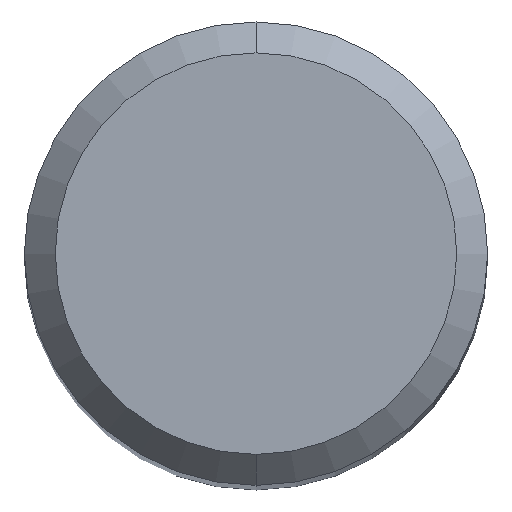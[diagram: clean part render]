
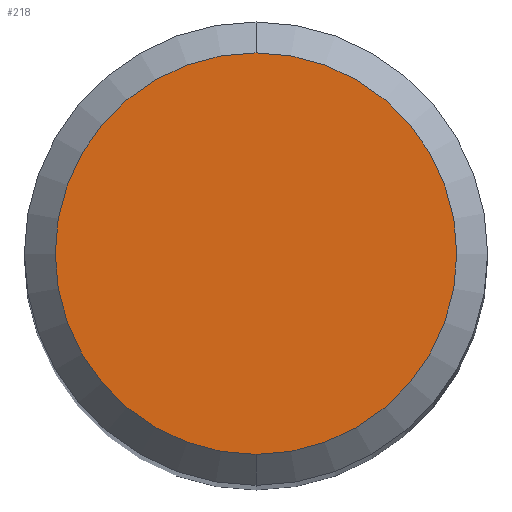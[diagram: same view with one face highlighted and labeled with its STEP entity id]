
A CAD part, top view. The second image highlights one B-rep face of the part: STEP entity #218.
In plain terms, the highlighted planar face has unit normal (0, 0, 1).
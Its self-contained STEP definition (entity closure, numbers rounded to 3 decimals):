
#186=EDGE_CURVE('',#246,#192,#361,.T.);
#192=VERTEX_POINT('',#369);
#218=ADVANCED_FACE('',(#399),#400,.T.);
#242=EDGE_CURVE('',#192,#246,#425,.T.);
#246=VERTEX_POINT('',#429);
#361=CIRCLE('',#560,2.6);
#369=CARTESIAN_POINT('',(0.,-2.6,0.0));
#399=FACE_OUTER_BOUND('',#603,.T.);
#400=PLANE('',#604);
#425=CIRCLE('',#640,2.6);
#429=CARTESIAN_POINT('',(0.0,2.6,0.0));
#560=AXIS2_PLACEMENT_3D('',#771,#772,#773);
#603=EDGE_LOOP('',(#831,#832));
#604=AXIS2_PLACEMENT_3D('',#833,#834,#835);
#640=AXIS2_PLACEMENT_3D('',#855,#856,#857);
#771=CARTESIAN_POINT('',(0.0,0.0,0.0));
#772=DIRECTION('',(0.0,0.0,-1.0));
#773=DIRECTION('',(0.0,1.0,0.0));
#831=ORIENTED_EDGE('',*,*,#186,.F.);
#832=ORIENTED_EDGE('',*,*,#242,.F.);
#833=CARTESIAN_POINT('',(0.0,1.3,0.0));
#834=DIRECTION('',(-0.0,0.0,1.0));
#835=DIRECTION('',(0.0,-1.0,0.0));
#855=CARTESIAN_POINT('',(0.0,0.0,0.0));
#856=DIRECTION('',(0.0,0.0,-1.0));
#857=DIRECTION('',(0.0,1.0,0.0));
